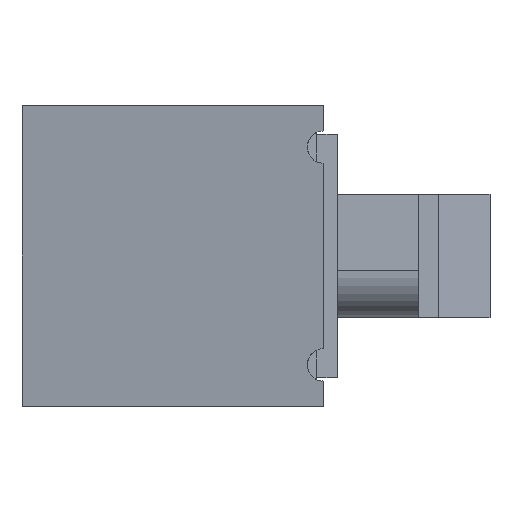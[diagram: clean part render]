
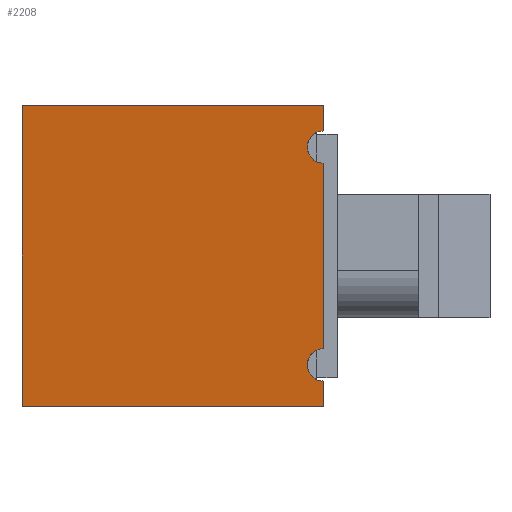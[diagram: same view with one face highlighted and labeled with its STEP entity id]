
A CAD part, left-side view. The second image highlights one B-rep face of the part: STEP entity #2208.
In plain terms, the highlighted planar face has unit normal (-0.985, 0.174, 0).
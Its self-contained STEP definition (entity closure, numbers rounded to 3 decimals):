
#80 = ORIENTED_EDGE ( 'NONE', *, *, #3350, .F. ) ;
#99 = CARTESIAN_POINT ( 'NONE',  ( -11.4, -11.15, -9.25 ) ) ;
#209 = CARTESIAN_POINT ( 'NONE',  ( -11.188, -9.95, -8.753 ) ) ;
#281 = CARTESIAN_POINT ( 'NONE',  ( -11.276, -10.447, 9.25 ) ) ;
#308 = LINE ( 'NONE', #2133, #3748 ) ;
#326 = CARTESIAN_POINT ( 'NONE',  ( -11.4, -11.15, 6.85 ) ) ;
#511 = ORIENTED_EDGE ( 'NONE', *, *, #3180, .T. ) ;
#683 = CARTESIAN_POINT ( 'NONE',  ( -11.4, -11.15, 11.1 ) ) ;
#927 = VERTEX_POINT ( 'NONE', #4767 ) ;
#1004 = CARTESIAN_POINT ( 'NONE',  ( -11.188, -9.95, -8.05 ) ) ;
#1023 = CARTESIAN_POINT ( 'NONE',  ( -11.4, -11.15, -6.85 ) ) ;
#1068 = DIRECTION ( 'NONE',  ( -0.174, -0.985, 0. ) ) ;
#1087 = VECTOR ( 'NONE', #3451, 1000. ) ;
#1091 = VECTOR ( 'NONE', #4924, 1000. ) ;
#1116 = CARTESIAN_POINT ( 'NONE',  ( -11.188, -9.95, 8.05 ) ) ;
#1140 = CARTESIAN_POINT ( 'NONE',  ( -7.468, 11.15, 11.1 ) ) ;
#1156 = EDGE_LOOP ( 'NONE', ( #1819, #80, #4691, #2863, #2406, #3760, #3716, #4918, #511, #2872 ) ) ;
#1277 = LINE ( 'NONE', #683, #3092 ) ;
#1408 =( BOUNDED_CURVE ( )  B_SPLINE_CURVE ( 3, ( #1023, #4100, #2185, #4879 ),
 .UNSPECIFIED., .F., .T. ) 
 B_SPLINE_CURVE_WITH_KNOTS ( ( 4, 4 ),
 ( 4.712, 6.283 ),
 .UNSPECIFIED. ) 
 CURVE ( )  GEOMETRIC_REPRESENTATION_ITEM ( )  RATIONAL_B_SPLINE_CURVE ( ( 1., 0.805, 0.805, 1. ) ) 
 REPRESENTATION_ITEM ( '' )  );
#1436 = EDGE_CURVE ( 'NONE', #927, #4636, #2122, .T. ) ;
#1441 = PLANE ( 'NONE',  #4183 ) ;
#1447 = CARTESIAN_POINT ( 'NONE',  ( -7.468, 11.15, -11.1 ) ) ;
#1448 = CARTESIAN_POINT ( 'NONE',  ( -11.4, -11.15, 9.25 ) ) ;
#1536 = VECTOR ( 'NONE', #3626, 1000. ) ;
#1620 = CARTESIAN_POINT ( 'NONE',  ( -11.188, -9.95, 8.05 ) ) ;
#1646 = EDGE_CURVE ( 'NONE', #2399, #2051, #4542, .T. ) ;
#1770 = CARTESIAN_POINT ( 'NONE',  ( -11.4, -11.15, -9.25 ) ) ;
#1819 = ORIENTED_EDGE ( 'NONE', *, *, #2395, .F. ) ;
#1821 = VERTEX_POINT ( 'NONE', #99 ) ;
#1830 = CARTESIAN_POINT ( 'NONE',  ( -11.4, -11.15, 11.1 ) ) ;
#1869 = CARTESIAN_POINT ( 'NONE',  ( -11.188, -9.95, 8.05 ) ) ;
#2001 = LINE ( 'NONE', #1140, #1087 ) ;
#2026 = CARTESIAN_POINT ( 'NONE',  ( -11.188, -9.95, 8.753 ) ) ;
#2051 = VERTEX_POINT ( 'NONE', #3781 ) ;
#2067 = VERTEX_POINT ( 'NONE', #3332 ) ;
#2114 = CARTESIAN_POINT ( 'NONE',  ( -11.4, -11.15, 11.1 ) ) ;
#2122 =( BOUNDED_CURVE ( )  B_SPLINE_CURVE ( 3, ( #1448, #281, #2026, #1620 ),
 .UNSPECIFIED., .F., .T. ) 
 B_SPLINE_CURVE_WITH_KNOTS ( ( 4, 4 ),
 ( 4.712, 6.283 ),
 .UNSPECIFIED. ) 
 CURVE ( )  GEOMETRIC_REPRESENTATION_ITEM ( )  RATIONAL_B_SPLINE_CURVE ( ( 1., 0.805, 0.805, 1. ) ) 
 REPRESENTATION_ITEM ( '' )  );
#2133 = CARTESIAN_POINT ( 'NONE',  ( -11.4, -11.15, 11.1 ) ) ;
#2185 = CARTESIAN_POINT ( 'NONE',  ( -11.188, -9.95, -7.347 ) ) ;
#2208 = ADVANCED_FACE ( 'NONE', ( #4594 ), #1441, .F. ) ;
#2233 = EDGE_CURVE ( 'NONE', #3627, #3005, #2600, .T. ) ;
#2385 = VERTEX_POINT ( 'NONE', #2987 ) ;
#2395 = EDGE_CURVE ( 'NONE', #1821, #2051, #4046, .T. ) ;
#2399 = VERTEX_POINT ( 'NONE', #1447 ) ;
#2406 = ORIENTED_EDGE ( 'NONE', *, *, #2429, .F. ) ;
#2429 = EDGE_CURVE ( 'NONE', #4636, #3627, #2677, .T. ) ;
#2495 = CARTESIAN_POINT ( 'NONE',  ( -11.4, -11.15, 11.1 ) ) ;
#2523 = VECTOR ( 'NONE', #4262, 1000. ) ;
#2600 = LINE ( 'NONE', #2114, #1536 ) ;
#2669 = CARTESIAN_POINT ( 'NONE',  ( -11.276, -10.447, 6.85 ) ) ;
#2677 =( BOUNDED_CURVE ( )  B_SPLINE_CURVE ( 3, ( #1869, #4172, #2669, #326 ),
 .UNSPECIFIED., .F., .F. ) 
 B_SPLINE_CURVE_WITH_KNOTS ( ( 4, 4 ),
 ( 0., 1.571 ),
 .UNSPECIFIED. ) 
 CURVE ( )  GEOMETRIC_REPRESENTATION_ITEM ( )  RATIONAL_B_SPLINE_CURVE ( ( 1., 0.805, 0.805, 1. ) ) 
 REPRESENTATION_ITEM ( '' )  );
#2678 = DIRECTION ( 'NONE',  ( 0.174, 0.985, 0. ) ) ;
#2861 = DIRECTION ( 'NONE',  ( 0.985, -0.174, 0. ) ) ;
#2863 = ORIENTED_EDGE ( 'NONE', *, *, #2233, .F. ) ;
#2872 = ORIENTED_EDGE ( 'NONE', *, *, #1646, .T. ) ;
#2987 = CARTESIAN_POINT ( 'NONE',  ( -11.188, -9.95, -8.05 ) ) ;
#3005 = VERTEX_POINT ( 'NONE', #4887 ) ;
#3092 = VECTOR ( 'NONE', #1068, 1000. ) ;
#3180 = EDGE_CURVE ( 'NONE', #3887, #2399, #2001, .T. ) ;
#3332 = CARTESIAN_POINT ( 'NONE',  ( -11.4, -11.15, 11.1 ) ) ;
#3350 = EDGE_CURVE ( 'NONE', #2385, #1821, #3541, .T. ) ;
#3376 = EDGE_CURVE ( 'NONE', #3005, #2385, #1408, .T. ) ;
#3439 = EDGE_CURVE ( 'NONE', #3887, #2067, #1277, .T. ) ;
#3451 = DIRECTION ( 'NONE',  ( 0., 0., -1. ) ) ;
#3491 = CARTESIAN_POINT ( 'NONE',  ( -11.4, -11.15, 6.85 ) ) ;
#3541 =( BOUNDED_CURVE ( )  B_SPLINE_CURVE ( 3, ( #1004, #209, #4083, #1770 ),
 .UNSPECIFIED., .F., .T. ) 
 B_SPLINE_CURVE_WITH_KNOTS ( ( 4, 4 ),
 ( 0., 1.571 ),
 .UNSPECIFIED. ) 
 CURVE ( )  GEOMETRIC_REPRESENTATION_ITEM ( )  RATIONAL_B_SPLINE_CURVE ( ( 1., 0.805, 0.805, 1. ) ) 
 REPRESENTATION_ITEM ( '' )  );
#3558 = CARTESIAN_POINT ( 'NONE',  ( -11.4, -11.15, -11.1 ) ) ;
#3626 = DIRECTION ( 'NONE',  ( 0., 0., -1. ) ) ;
#3627 = VERTEX_POINT ( 'NONE', #3491 ) ;
#3716 = ORIENTED_EDGE ( 'NONE', *, *, #4445, .F. ) ;
#3748 = VECTOR ( 'NONE', #4062, 1000. ) ;
#3760 = ORIENTED_EDGE ( 'NONE', *, *, #1436, .F. ) ;
#3781 = CARTESIAN_POINT ( 'NONE',  ( -11.4, -11.15, -11.1 ) ) ;
#3887 = VERTEX_POINT ( 'NONE', #4815 ) ;
#4046 = LINE ( 'NONE', #1830, #1091 ) ;
#4062 = DIRECTION ( 'NONE',  ( 0., 0., -1. ) ) ;
#4083 = CARTESIAN_POINT ( 'NONE',  ( -11.276, -10.447, -9.25 ) ) ;
#4100 = CARTESIAN_POINT ( 'NONE',  ( -11.276, -10.447, -6.85 ) ) ;
#4172 = CARTESIAN_POINT ( 'NONE',  ( -11.188, -9.95, 7.347 ) ) ;
#4183 = AXIS2_PLACEMENT_3D ( 'NONE', #2495, #2861, #2678 ) ;
#4262 = DIRECTION ( 'NONE',  ( -0.174, -0.985, 0. ) ) ;
#4445 = EDGE_CURVE ( 'NONE', #2067, #927, #308, .T. ) ;
#4542 = LINE ( 'NONE', #3558, #2523 ) ;
#4594 = FACE_OUTER_BOUND ( 'NONE', #1156, .T. ) ;
#4636 = VERTEX_POINT ( 'NONE', #1116 ) ;
#4691 = ORIENTED_EDGE ( 'NONE', *, *, #3376, .F. ) ;
#4767 = CARTESIAN_POINT ( 'NONE',  ( -11.4, -11.15, 9.25 ) ) ;
#4815 = CARTESIAN_POINT ( 'NONE',  ( -7.468, 11.15, 11.1 ) ) ;
#4879 = CARTESIAN_POINT ( 'NONE',  ( -11.188, -9.95, -8.05 ) ) ;
#4887 = CARTESIAN_POINT ( 'NONE',  ( -11.4, -11.15, -6.85 ) ) ;
#4918 = ORIENTED_EDGE ( 'NONE', *, *, #3439, .F. ) ;
#4924 = DIRECTION ( 'NONE',  ( 0., 0., -1. ) ) ;
